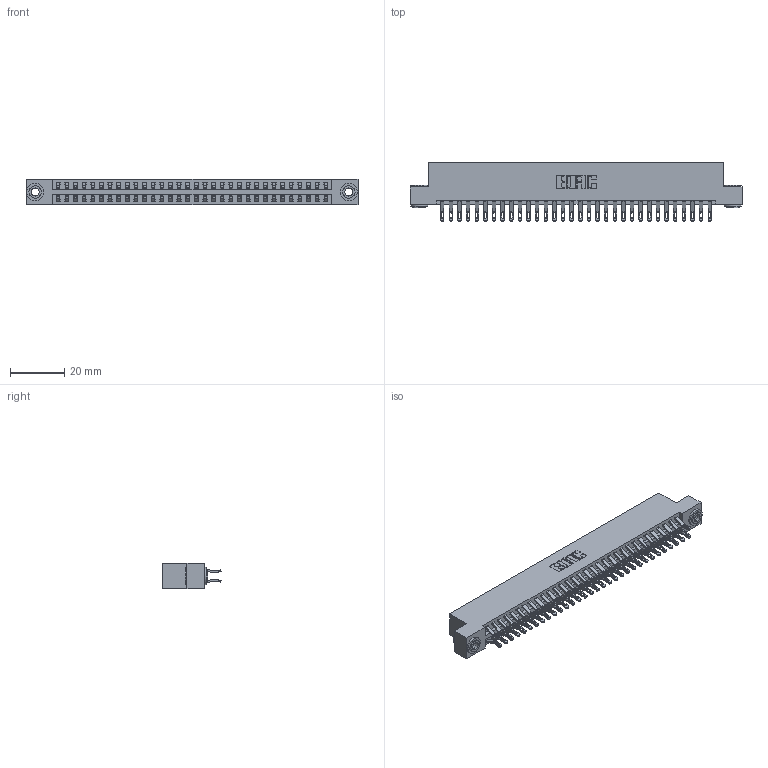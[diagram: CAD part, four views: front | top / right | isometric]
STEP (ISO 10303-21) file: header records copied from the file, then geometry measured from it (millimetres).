
FILE_DESCRIPTION (( 'STEP AP203' ), '1' );
FILE_NAME ('396-064-555-203.STEP', '2018-09-08T17:26:11', ( '' ), ( '' ), 'SwSTEP 2.0', 'SolidWorks 2016', '' );
FILE_SCHEMA (( 'CONFIG_CONTROL_DESIGN' ));
Length unit declared in the file: inch
Products named in the file (4): 346 Part_Flush Mounting Lugs - 0.156 Dia-TH; 345-292-001_555 Tail; 345-250-002_345-250-002-102; 396-064-555-203
Assembly tree (67 placements, depth 2):
  396-064-555-203
    346 Part_Flush Mounting Lugs - 0.156 Dia-TH
    345-292-001_555 Tail  x64
    345-250-002_345-250-002-102  x2
Bounding box: 122.17 x 21.46 x 9.4 mm (x, y, z)
Volume: 12040.8 mm3; surface area: 17269.7 mm2
Topology: 67 solids, 67 shells, 3872 faces, 12117 edges, 8074 vertices
Faces by surface type: plane 2198, cylinder 1666, cone 8
Entity records: 23206 total; most frequent: CARTESIAN_POINT 3849, ORIENTED_EDGE 3746, DIRECTION 3443, EDGE_CURVE 1873, VECTOR 1569, LINE 1569, VERTEX_POINT 1246, AXIS2_PLACEMENT_3D 937
